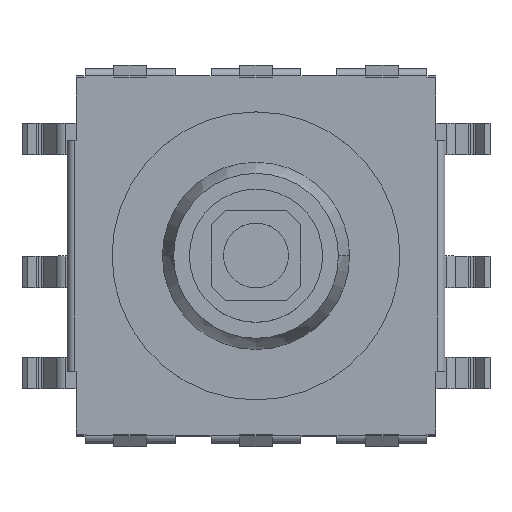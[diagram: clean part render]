
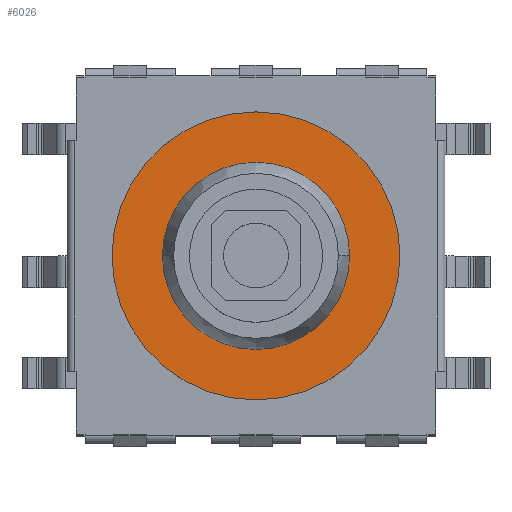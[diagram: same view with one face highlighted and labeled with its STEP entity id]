
A CAD part, top view. The second image highlights one B-rep face of the part: STEP entity #6026.
In plain terms, the highlighted planar face has unit normal (0, 0, 1).
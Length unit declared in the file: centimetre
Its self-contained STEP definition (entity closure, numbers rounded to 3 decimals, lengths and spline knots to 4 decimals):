
#170 = DIRECTION ( 'NONE',  ( 1., 0., 0. ) ) ;
#220 = EDGE_LOOP ( 'NONE', ( #986, #3239 ) ) ;
#223 = EDGE_CURVE ( 'NONE', #7042, #7160, #8138, .T. ) ;
#528 = DIRECTION ( 'NONE',  ( 1., 0., 0. ) ) ;
#986 = ORIENTED_EDGE ( 'NONE', *, *, #4545, .T. ) ;
#1144 = CARTESIAN_POINT ( 'NONE',  ( 0., 0., 0.228 ) ) ;
#1452 = CARTESIAN_POINT ( 'NONE',  ( 0.26, 0., 0.228 ) ) ;
#1529 = DIRECTION ( 'NONE',  ( 1., 0., 0. ) ) ;
#1763 = DIRECTION ( 'NONE',  ( 1., 0., 0. ) ) ;
#1797 = EDGE_LOOP ( 'NONE', ( #5713, #3335 ) ) ;
#2154 = AXIS2_PLACEMENT_3D ( 'NONE', #9700, #4066, #1529 ) ;
#2509 = DIRECTION ( 'NONE',  ( 0., 0., 1. ) ) ;
#3114 = CARTESIAN_POINT ( 'NONE',  ( 0., 0., 0.228 ) ) ;
#3239 = ORIENTED_EDGE ( 'NONE', *, *, #3615, .T. ) ;
#3335 = ORIENTED_EDGE ( 'NONE', *, *, #223, .T. ) ;
#3413 = FACE_BOUND ( 'NONE', #1797, .T. ) ;
#3615 = EDGE_CURVE ( 'NONE', #4994, #3702, #5268, .T. ) ;
#3702 = VERTEX_POINT ( 'NONE', #4736 ) ;
#3961 = EDGE_CURVE ( 'NONE', #7160, #7042, #4879, .T. ) ;
#4066 = DIRECTION ( 'NONE',  ( 0., 0., 1. ) ) ;
#4279 = CARTESIAN_POINT ( 'NONE',  ( -0.4, 0., 0.228 ) ) ;
#4281 = CARTESIAN_POINT ( 'NONE',  ( 0., 0., 0.228 ) ) ;
#4410 = DIRECTION ( 'NONE',  ( 0., 0., 1. ) ) ;
#4545 = EDGE_CURVE ( 'NONE', #3702, #4994, #9810, .T. ) ;
#4736 = CARTESIAN_POINT ( 'NONE',  ( 0.4, 0., 0.228 ) ) ;
#4879 = CIRCLE ( 'NONE', #6981, 0.26 ) ;
#4994 = VERTEX_POINT ( 'NONE', #4279 ) ;
#5017 = CARTESIAN_POINT ( 'NONE',  ( -0.26, 0., 0.228 ) ) ;
#5268 = CIRCLE ( 'NONE', #2154, 0.4 ) ;
#5280 = CARTESIAN_POINT ( 'NONE',  ( 0., 0., 0.228 ) ) ;
#5370 = DIRECTION ( 'NONE',  ( 1., 0., 0. ) ) ;
#5451 = AXIS2_PLACEMENT_3D ( 'NONE', #5280, #4410, #1763 ) ;
#5713 = ORIENTED_EDGE ( 'NONE', *, *, #3961, .T. ) ;
#6023 = DIRECTION ( 'NONE',  ( 0., 0., -1. ) ) ;
#6026 = ADVANCED_FACE ( 'NONE', ( #7515, #3413 ), #10066, .T. ) ;
#6787 = AXIS2_PLACEMENT_3D ( 'NONE', #4281, #2509, #170 ) ;
#6981 = AXIS2_PLACEMENT_3D ( 'NONE', #3114, #7213, #528 ) ;
#7042 = VERTEX_POINT ( 'NONE', #5017 ) ;
#7160 = VERTEX_POINT ( 'NONE', #1452 ) ;
#7213 = DIRECTION ( 'NONE',  ( 0., 0., -1. ) ) ;
#7515 = FACE_OUTER_BOUND ( 'NONE', #220, .T. ) ;
#8138 = CIRCLE ( 'NONE', #8940, 0.26 ) ;
#8940 = AXIS2_PLACEMENT_3D ( 'NONE', #1144, #6023, #5370 ) ;
#9700 = CARTESIAN_POINT ( 'NONE',  ( 0., 0., 0.228 ) ) ;
#9810 = CIRCLE ( 'NONE', #5451, 0.4 ) ;
#10066 = PLANE ( 'NONE',  #6787 ) ;
